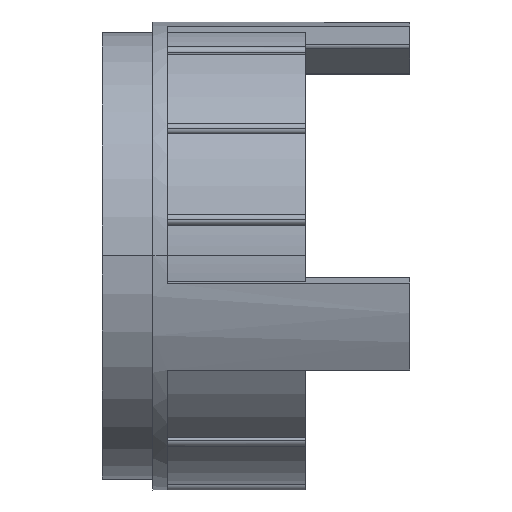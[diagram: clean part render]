
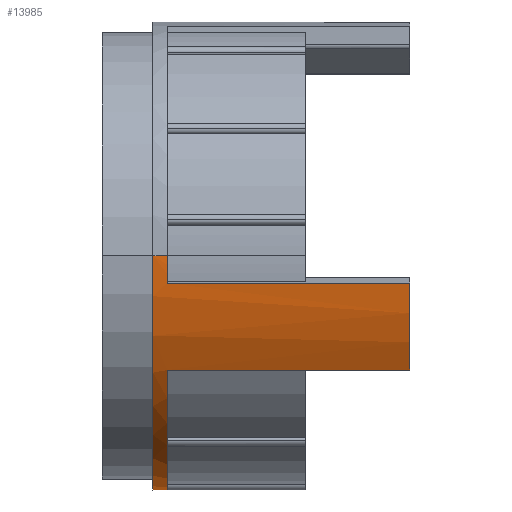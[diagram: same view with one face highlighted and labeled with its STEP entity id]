
A CAD part, top view. The second image highlights one B-rep face of the part: STEP entity #13985.
In plain terms, the highlighted cylindrical face has radius 23.05 mm (diameter 46.1 mm), a partial arc.
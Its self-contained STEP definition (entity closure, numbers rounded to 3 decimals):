
#265 = CARTESIAN_POINT ( 'NONE',  ( 1.4, -2.706, 22.891 ) ) ;
#577 = CARTESIAN_POINT ( 'NONE',  ( 1.4, 0., 23.05 ) ) ;
#919 = DIRECTION ( 'NONE',  ( -1., 0., 0. ) ) ;
#924 = EDGE_CURVE ( 'NONE', #3578, #3453, #12250, .T. ) ;
#990 = ORIENTED_EDGE ( 'NONE', *, *, #6805, .T. ) ;
#1016 = ORIENTED_EDGE ( 'NONE', *, *, #4585, .T. ) ;
#1098 = DIRECTION ( 'NONE',  ( 0., 0., 1. ) ) ;
#1146 = CARTESIAN_POINT ( 'NONE',  ( -5.001, -2.706, -22.891 ) ) ;
#1163 = CARTESIAN_POINT ( 'NONE',  ( 0., 0., 0. ) ) ;
#1187 = ORIENTED_EDGE ( 'NONE', *, *, #17524, .T. ) ;
#1232 = CARTESIAN_POINT ( 'NONE',  ( 1.4, -23.05, 0. ) ) ;
#1354 = DIRECTION ( 'NONE',  ( 1., 0., 0. ) ) ;
#1464 = CARTESIAN_POINT ( 'NONE',  ( 1.4, -18.648, 13.548 ) ) ;
#1603 = ORIENTED_EDGE ( 'NONE', *, *, #8103, .F. ) ;
#1711 = EDGE_CURVE ( 'NONE', #7545, #12995, #7617, .T. ) ;
#1768 = VERTEX_POINT ( 'NONE', #17134 ) ;
#1917 = FACE_OUTER_BOUND ( 'NONE', #2196, .T. ) ;
#1944 = CARTESIAN_POINT ( 'NONE',  ( 1.4, 0., 0. ) ) ;
#2007 = AXIS2_PLACEMENT_3D ( 'NONE', #1944, #11441, #11378 ) ;
#2009 = VECTOR ( 'NONE', #16109, 1000. ) ;
#2023 = CARTESIAN_POINT ( 'NONE',  ( 1.4, 0., 0. ) ) ;
#2099 = AXIS2_PLACEMENT_3D ( 'NONE', #16630, #14087, #9843 ) ;
#2196 = EDGE_LOOP ( 'NONE', ( #1603, #3156, #2796, #12182, #8572, #14058, #16019, #9978, #3309, #1016, #1187, #2297, #8608, #16699, #990 ) ) ;
#2207 = VECTOR ( 'NONE', #6600, 1000. ) ;
#2231 = CIRCLE ( 'NONE', #14680, 23.05 ) ;
#2297 = ORIENTED_EDGE ( 'NONE', *, *, #11681, .T. ) ;
#2450 = CARTESIAN_POINT ( 'NONE',  ( 0., 0., -23.05 ) ) ;
#2611 = DIRECTION ( 'NONE',  ( -1., 0., 0. ) ) ;
#2790 = DIRECTION ( 'NONE',  ( -1., 0., 0. ) ) ;
#2796 = ORIENTED_EDGE ( 'NONE', *, *, #8915, .T. ) ;
#3005 = CARTESIAN_POINT ( 'NONE',  ( -5.001, -11.266, 20.109 ) ) ;
#3156 = ORIENTED_EDGE ( 'NONE', *, *, #8109, .F. ) ;
#3175 = VERTEX_POINT ( 'NONE', #265 ) ;
#3255 = VERTEX_POINT ( 'NONE', #15306 ) ;
#3309 = ORIENTED_EDGE ( 'NONE', *, *, #16572, .T. ) ;
#3339 = EDGE_CURVE ( 'NONE', #8799, #7545, #5867, .T. ) ;
#3362 = EDGE_CURVE ( 'NONE', #12995, #7157, #10929, .T. ) ;
#3448 = CARTESIAN_POINT ( 'NONE',  ( 25.3, -11.266, -20.109 ) ) ;
#3453 = VERTEX_POINT ( 'NONE', #17141 ) ;
#3523 = CARTESIAN_POINT ( 'NONE',  ( -5.001, -2.706, 22.891 ) ) ;
#3578 = VERTEX_POINT ( 'NONE', #577 ) ;
#3818 = CARTESIAN_POINT ( 'NONE',  ( 1.4, 0., 0. ) ) ;
#3960 = DIRECTION ( 'NONE',  ( 0., 0., 1. ) ) ;
#4177 = LINE ( 'NONE', #3005, #10059 ) ;
#4585 = EDGE_CURVE ( 'NONE', #17449, #8367, #4177, .T. ) ;
#4617 = CARTESIAN_POINT ( 'NONE',  ( 25.3, -11.266, 20.109 ) ) ;
#4779 = DIRECTION ( 'NONE',  ( 0., 0., 1. ) ) ;
#4796 = AXIS2_PLACEMENT_3D ( 'NONE', #1163, #16034, #9179 ) ;
#5593 = LINE ( 'NONE', #16281, #7907 ) ;
#5775 = AXIS2_PLACEMENT_3D ( 'NONE', #2023, #12806, #11466 ) ;
#5867 = CIRCLE ( 'NONE', #2007, 23.05 ) ;
#6230 = CARTESIAN_POINT ( 'NONE',  ( 1.4, -11.266, -20.109 ) ) ;
#6450 = CARTESIAN_POINT ( 'NONE',  ( 1.4, 0., 0. ) ) ;
#6600 = DIRECTION ( 'NONE',  ( 1., 0., 0. ) ) ;
#6676 = CARTESIAN_POINT ( 'NONE',  ( 1.4, 0., 0. ) ) ;
#6683 = CYLINDRICAL_SURFACE ( 'NONE', #16647, 23.05 ) ;
#6805 = EDGE_CURVE ( 'NONE', #3453, #11777, #11528, .T. ) ;
#6809 = DIRECTION ( 'NONE',  ( 0., 0., 1. ) ) ;
#6954 = VERTEX_POINT ( 'NONE', #3448 ) ;
#7130 = DIRECTION ( 'NONE',  ( 1., 0., 0. ) ) ;
#7157 = VERTEX_POINT ( 'NONE', #1464 ) ;
#7440 = DIRECTION ( 'NONE',  ( -1., 0., 0. ) ) ;
#7545 = VERTEX_POINT ( 'NONE', #8840 ) ;
#7617 = CIRCLE ( 'NONE', #8313, 23.05 ) ;
#7756 = DIRECTION ( 'NONE',  ( -1., 0., 0. ) ) ;
#7907 = VECTOR ( 'NONE', #13542, 1000. ) ;
#8103 = EDGE_CURVE ( 'NONE', #3255, #11777, #5593, .T. ) ;
#8107 = EDGE_CURVE ( 'NONE', #6954, #8799, #10233, .T. ) ;
#8109 = EDGE_CURVE ( 'NONE', #1768, #3255, #12762, .T. ) ;
#8313 = AXIS2_PLACEMENT_3D ( 'NONE', #3818, #7756, #11704 ) ;
#8331 = AXIS2_PLACEMENT_3D ( 'NONE', #9113, #919, #1098 ) ;
#8367 = VERTEX_POINT ( 'NONE', #4617 ) ;
#8572 = ORIENTED_EDGE ( 'NONE', *, *, #8107, .T. ) ;
#8607 = CIRCLE ( 'NONE', #5775, 23.05 ) ;
#8608 = ORIENTED_EDGE ( 'NONE', *, *, #16378, .T. ) ;
#8799 = VERTEX_POINT ( 'NONE', #6230 ) ;
#8840 = CARTESIAN_POINT ( 'NONE',  ( 1.4, -18.648, -13.548 ) ) ;
#8915 = EDGE_CURVE ( 'NONE', #1768, #12938, #15928, .T. ) ;
#9113 = CARTESIAN_POINT ( 'NONE',  ( 1.4, 0., 0. ) ) ;
#9132 = CARTESIAN_POINT ( 'NONE',  ( 25.3, -2.706, -22.891 ) ) ;
#9179 = DIRECTION ( 'NONE',  ( 0., 0., 1. ) ) ;
#9627 = EDGE_CURVE ( 'NONE', #12938, #6954, #15277, .T. ) ;
#9843 = DIRECTION ( 'NONE',  ( 0., 0., 1. ) ) ;
#9978 = ORIENTED_EDGE ( 'NONE', *, *, #3362, .T. ) ;
#10059 = VECTOR ( 'NONE', #7130, 1000. ) ;
#10233 = LINE ( 'NONE', #12198, #2009 ) ;
#10791 = AXIS2_PLACEMENT_3D ( 'NONE', #6676, #1354, #3960 ) ;
#10929 = CIRCLE ( 'NONE', #8331, 23.05 ) ;
#11209 = AXIS2_PLACEMENT_3D ( 'NONE', #6450, #2611, #12043 ) ;
#11217 = CARTESIAN_POINT ( 'NONE',  ( 1.4, -11.266, 20.109 ) ) ;
#11378 = DIRECTION ( 'NONE',  ( 0., 0., 1. ) ) ;
#11435 = LINE ( 'NONE', #3523, #12480 ) ;
#11441 = DIRECTION ( 'NONE',  ( -1., 0., 0. ) ) ;
#11466 = DIRECTION ( 'NONE',  ( 0., 0., 1. ) ) ;
#11528 = CIRCLE ( 'NONE', #4796, 23.05 ) ;
#11681 = EDGE_CURVE ( 'NONE', #15607, #3175, #11435, .T. ) ;
#11704 = DIRECTION ( 'NONE',  ( 0., 0., 1. ) ) ;
#11777 = VERTEX_POINT ( 'NONE', #2450 ) ;
#11949 = CARTESIAN_POINT ( 'NONE',  ( 25.3, -2.706, 22.891 ) ) ;
#12043 = DIRECTION ( 'NONE',  ( 0., 0., 1. ) ) ;
#12168 = CIRCLE ( 'NONE', #11209, 23.05 ) ;
#12182 = ORIENTED_EDGE ( 'NONE', *, *, #9627, .T. ) ;
#12198 = CARTESIAN_POINT ( 'NONE',  ( 1.4, -11.266, -20.109 ) ) ;
#12250 = LINE ( 'NONE', #14327, #14151 ) ;
#12480 = VECTOR ( 'NONE', #7440, 1000. ) ;
#12762 = CIRCLE ( 'NONE', #10791, 23.05 ) ;
#12806 = DIRECTION ( 'NONE',  ( -1., 0., 0. ) ) ;
#12938 = VERTEX_POINT ( 'NONE', #9132 ) ;
#12953 = DIRECTION ( 'NONE',  ( -1., 0., 0. ) ) ;
#12995 = VERTEX_POINT ( 'NONE', #1232 ) ;
#13542 = DIRECTION ( 'NONE',  ( -1., 0., 0. ) ) ;
#13667 = CARTESIAN_POINT ( 'NONE',  ( 1.4, 0., 0. ) ) ;
#13985 = ADVANCED_FACE ( 'NONE', ( #1917 ), #6683, .T. ) ;
#14058 = ORIENTED_EDGE ( 'NONE', *, *, #3339, .T. ) ;
#14087 = DIRECTION ( 'NONE',  ( -1., 0., 0. ) ) ;
#14151 = VECTOR ( 'NONE', #15697, 1000. ) ;
#14327 = CARTESIAN_POINT ( 'NONE',  ( 1.4, 0., 23.05 ) ) ;
#14380 = CARTESIAN_POINT ( 'NONE',  ( 25.3, 0., 0. ) ) ;
#14680 = AXIS2_PLACEMENT_3D ( 'NONE', #14380, #12953, #4779 ) ;
#15277 = CIRCLE ( 'NONE', #2099, 23.05 ) ;
#15306 = CARTESIAN_POINT ( 'NONE',  ( 1.4, 0., -23.05 ) ) ;
#15607 = VERTEX_POINT ( 'NONE', #11949 ) ;
#15697 = DIRECTION ( 'NONE',  ( -1., 0., 0. ) ) ;
#15928 = LINE ( 'NONE', #1146, #2207 ) ;
#16019 = ORIENTED_EDGE ( 'NONE', *, *, #1711, .T. ) ;
#16034 = DIRECTION ( 'NONE',  ( 1., 0., 0. ) ) ;
#16109 = DIRECTION ( 'NONE',  ( -1., 0., 0. ) ) ;
#16281 = CARTESIAN_POINT ( 'NONE',  ( 1.4, 0., -23.05 ) ) ;
#16378 = EDGE_CURVE ( 'NONE', #3175, #3578, #8607, .T. ) ;
#16572 = EDGE_CURVE ( 'NONE', #7157, #17449, #12168, .T. ) ;
#16630 = CARTESIAN_POINT ( 'NONE',  ( 25.3, 0., 0. ) ) ;
#16647 = AXIS2_PLACEMENT_3D ( 'NONE', #13667, #2790, #6809 ) ;
#16699 = ORIENTED_EDGE ( 'NONE', *, *, #924, .T. ) ;
#17134 = CARTESIAN_POINT ( 'NONE',  ( 1.4, -2.706, -22.891 ) ) ;
#17141 = CARTESIAN_POINT ( 'NONE',  ( 0., 0., 23.05 ) ) ;
#17449 = VERTEX_POINT ( 'NONE', #11217 ) ;
#17524 = EDGE_CURVE ( 'NONE', #8367, #15607, #2231, .T. ) ;
